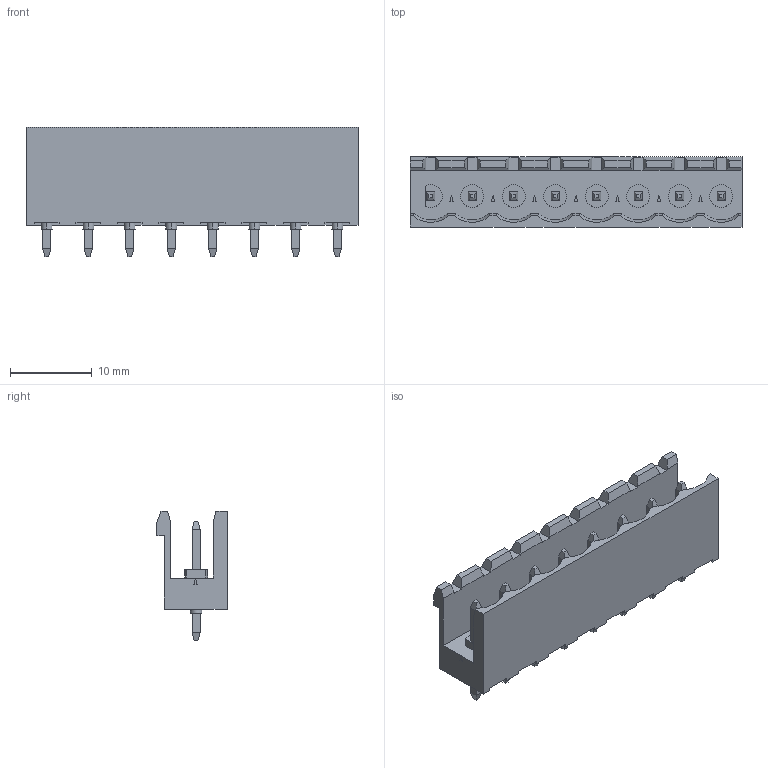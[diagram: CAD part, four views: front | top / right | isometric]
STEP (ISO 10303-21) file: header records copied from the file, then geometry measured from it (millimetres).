
FILE_DESCRIPTION((''),'2;1');
FILE_NAME('PHOENIX_1758076.stp','2016-08-24T16:32:51',(''),(''),'Mechanical Desktop 2011','Mechanical Desktop 2011',', , ');
FILE_SCHEMA(('AUTOMOTIVE_DESIGN { 1 2 10303 214 1 1 1 1 }'));
Length unit declared in the file: millimetre
Products named in the file (1): Product
Bounding box: 40.64 x 8.6 x 15.9 mm (x, y, z)
Volume: 1964.1 mm3; surface area: 2962.9 mm2
Topology: 17 solids, 17 shells, 487 faces, 1118 edges, 700 vertices
Faces by surface type: plane 413, cylinder 58, sphere 8, cone 8
Entity records: 13656 total; most frequent: CARTESIAN_POINT 2498, DIRECTION 2274, ORIENTED_EDGE 2236, EDGE_CURVE 1118, VECTOR 906, LINE 906, VERTEX_POINT 700, AXIS2_PLACEMENT_3D 684
